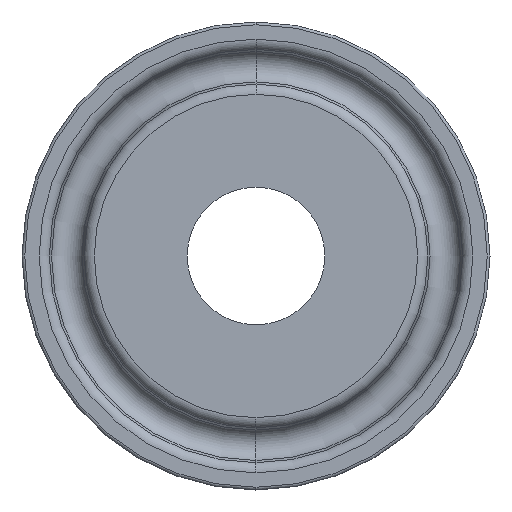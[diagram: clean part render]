
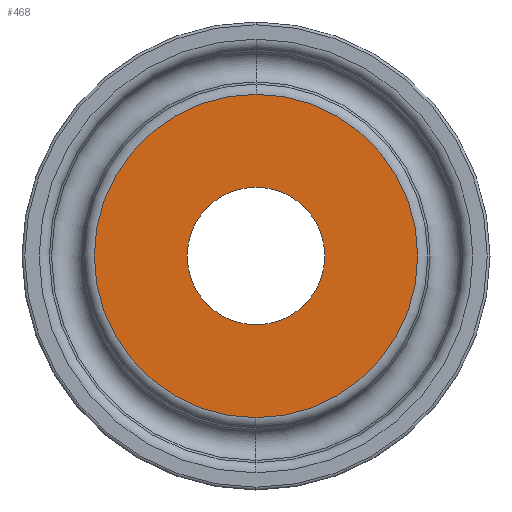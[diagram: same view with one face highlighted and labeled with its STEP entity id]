
A CAD part, left-side view. The second image highlights one B-rep face of the part: STEP entity #468.
In plain terms, the highlighted planar face has unit normal (-1, 0, 0).
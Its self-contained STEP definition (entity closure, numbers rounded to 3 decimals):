
#16 = CIRCLE ( 'NONE', #534, 5. ) ;
#23 = FACE_OUTER_BOUND ( 'NONE', #384, .T. ) ;
#37 = FACE_BOUND ( 'NONE', #1030, .T. ) ;
#65 = CIRCLE ( 'NONE', #494, 11.747 ) ;
#70 = EDGE_CURVE ( 'NONE', #322, #407, #872, .T. ) ;
#104 = EDGE_CURVE ( 'NONE', #291, #447, #755, .T. ) ;
#220 = CARTESIAN_POINT ( 'NONE',  ( 0., 0., 11.747 ) ) ;
#225 = ORIENTED_EDGE ( 'NONE', *, *, #104, .T. ) ;
#226 = DIRECTION ( 'NONE',  ( 0., 0., -1. ) ) ;
#291 = VERTEX_POINT ( 'NONE', #220 ) ;
#310 = ORIENTED_EDGE ( 'NONE', *, *, #896, .T. ) ;
#321 = AXIS2_PLACEMENT_3D ( 'NONE', #687, #462, #883 ) ;
#322 = VERTEX_POINT ( 'NONE', #497 ) ;
#323 = CARTESIAN_POINT ( 'NONE',  ( 0., 5., 0. ) ) ;
#344 = AXIS2_PLACEMENT_3D ( 'NONE', #681, #569, #394 ) ;
#362 = ORIENTED_EDGE ( 'NONE', *, *, #1105, .F. ) ;
#384 = EDGE_LOOP ( 'NONE', ( #225, #310 ) ) ;
#394 = DIRECTION ( 'NONE',  ( 0., 0., 1. ) ) ;
#407 = VERTEX_POINT ( 'NONE', #532 ) ;
#447 = VERTEX_POINT ( 'NONE', #985 ) ;
#462 = DIRECTION ( 'NONE',  ( -1., 0., 0. ) ) ;
#468 = ADVANCED_FACE ( 'NONE', ( #37, #23 ), #1182, .F. ) ;
#492 = DIRECTION ( 'NONE',  ( -1., 0., 0. ) ) ;
#494 = AXIS2_PLACEMENT_3D ( 'NONE', #913, #598, #906 ) ;
#497 = CARTESIAN_POINT ( 'NONE',  ( 0., 0., 5. ) ) ;
#501 = CARTESIAN_POINT ( 'NONE',  ( 0., 0., 0. ) ) ;
#532 = CARTESIAN_POINT ( 'NONE',  ( 0., 0., -5. ) ) ;
#534 = AXIS2_PLACEMENT_3D ( 'NONE', #501, #492, #706 ) ;
#569 = DIRECTION ( 'NONE',  ( -1., 0., 0. ) ) ;
#586 = ORIENTED_EDGE ( 'NONE', *, *, #70, .F. ) ;
#598 = DIRECTION ( 'NONE',  ( -1., 0., 0. ) ) ;
#681 = CARTESIAN_POINT ( 'NONE',  ( 0., 0., 0. ) ) ;
#687 = CARTESIAN_POINT ( 'NONE',  ( 0., 0., 0. ) ) ;
#706 = DIRECTION ( 'NONE',  ( 0., 0., 1. ) ) ;
#755 = CIRCLE ( 'NONE', #321, 11.747 ) ;
#872 = CIRCLE ( 'NONE', #344, 5. ) ;
#878 = AXIS2_PLACEMENT_3D ( 'NONE', #323, #1095, #226 ) ;
#883 = DIRECTION ( 'NONE',  ( 0., 0., 1. ) ) ;
#896 = EDGE_CURVE ( 'NONE', #447, #291, #65, .T. ) ;
#906 = DIRECTION ( 'NONE',  ( 0., 0., 1. ) ) ;
#913 = CARTESIAN_POINT ( 'NONE',  ( 0., 0., 0. ) ) ;
#985 = CARTESIAN_POINT ( 'NONE',  ( 0., 0., -11.747 ) ) ;
#1030 = EDGE_LOOP ( 'NONE', ( #586, #362 ) ) ;
#1095 = DIRECTION ( 'NONE',  ( 1., 0., 0. ) ) ;
#1105 = EDGE_CURVE ( 'NONE', #407, #322, #16, .T. ) ;
#1182 = PLANE ( 'NONE',  #878 ) ;
